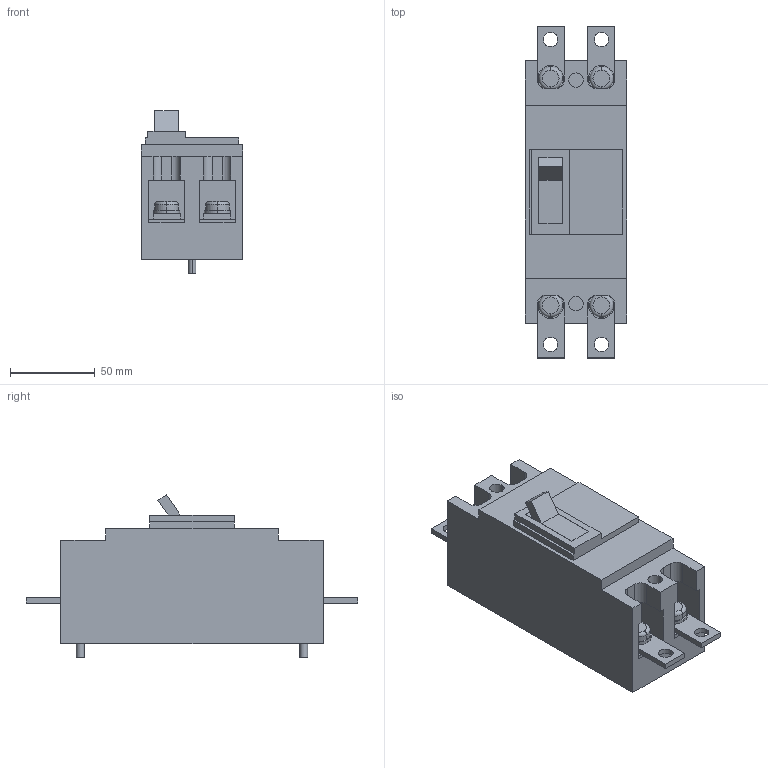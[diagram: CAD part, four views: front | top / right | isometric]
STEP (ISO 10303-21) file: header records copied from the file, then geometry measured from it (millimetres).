
FILE_DESCRIPTION(('CoCreate Modeling STEP Export'),'2;1');
FILE_NAME('Ｓ１００ＮＦ２ＦＢ.stp','2016-03-31T13:34:14',(''),(''),'CoCreate Modeling STEP processor for AP214 (Solid Model)','CoCreate Modeling 17.0 01-Apr-2010 (C) Parametric Technology GmbH','');
FILE_SCHEMA(('AUTOMOTIVE_DESIGN { 1 0 10303 214 1 1 1 1 }'));
Length unit declared in the file: millimetre
Products named in the file (10): p5.2; p3; p2; p3.1; p1; p4.1; p4; p3.3; p3.2; Ｓ１００ＮＦ２ＦＢ
Assembly tree (15 placements, depth 2):
  Ｓ１００ＮＦ２ＦＢ
    p3.2
    p2  x4
    p3.3
    p5.2  x4
    p4
    p4.1
    p1
    p3.1
    p3
Bounding box: 60 x 196 x 96 mm (x, y, z)
Volume: 583608.1 mm3; surface area: 74812 mm2
Topology: 15 solids, 15 shells, 236 faces, 552 edges, 364 vertices
Faces by surface type: plane 140, cylinder 88, torus 8
Entity records: 4792 total; most frequent: ORIENTED_EDGE 792, CARTESIAN_POINT 757, DIRECTION 714, EDGE_CURVE 396, VECTOR 276, LINE 276, VERTEX_POINT 262, AXIS2_PLACEMENT_3D 219
